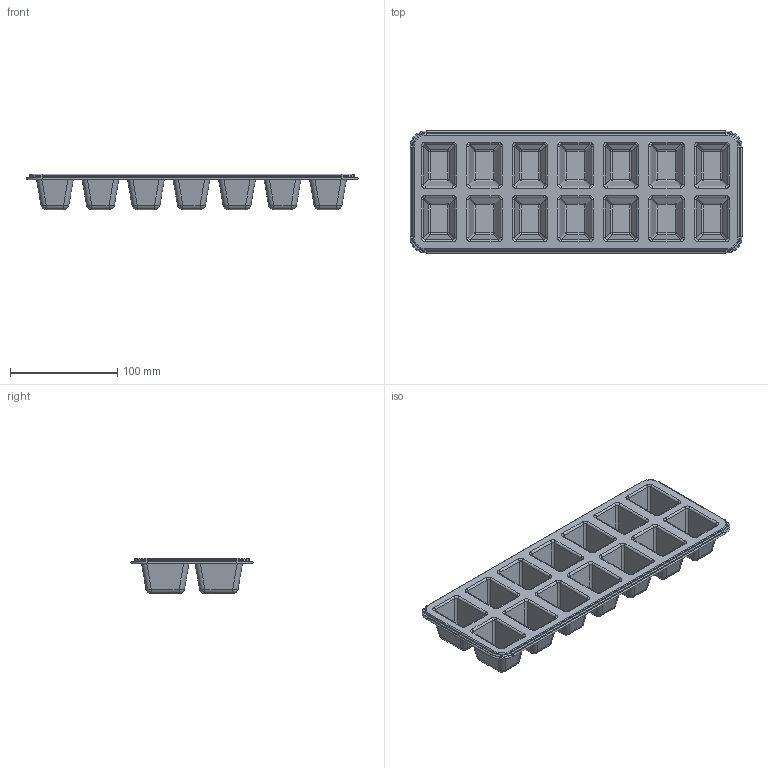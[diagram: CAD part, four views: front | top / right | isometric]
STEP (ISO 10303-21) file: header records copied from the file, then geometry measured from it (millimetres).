
FILE_DESCRIPTION(/* description */ (''),/* implementation_level */ '2;1');
FILE_NAME(/* name */ 'ice_cube_tray.step',/* time_stamp */ '2025-05-17T06:42:39-04:00',/* author */ (''),/* organization */ (''),/* preprocessor_version */ 'ST-DEVELOPER v20.1',/* originating_system */ 'Autodesk Translation Framework v14.4.0.0',/* authorisation */ '');
FILE_SCHEMA (('AUTOMOTIVE_DESIGN { 1 0 10303 214 3 1 1 }'));
Length unit declared in the file: millimetre
Products named in the file (2): ice_cube_tray; tray
Assembly tree (1 placements, depth 2):
  ice_cube_tray
    tray
Bounding box: 310 x 114 x 33 mm (x, y, z)
Volume: 229433.5 mm3; surface area: 156537.2 mm2
Topology: 1 solids, 1 shells, 632 faces, 1336 edges, 736 vertices
Faces by surface type: cylinder 300, plane 152, sphere 112, bspline 56, torus 12
Entity records: 17849 total; most frequent: CARTESIAN_POINT 4051, DIRECTION 3166, ORIENTED_EDGE 2672, EDGE_CURVE 1336, AXIS2_PLACEMENT_3D 1251, VERTEX_POINT 736, LINE 664, VECTOR 664
